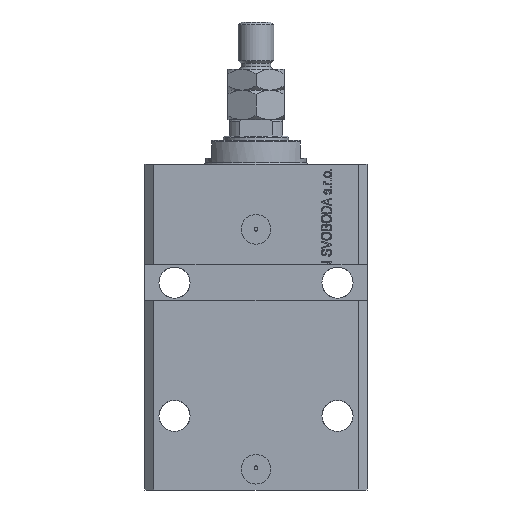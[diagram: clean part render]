
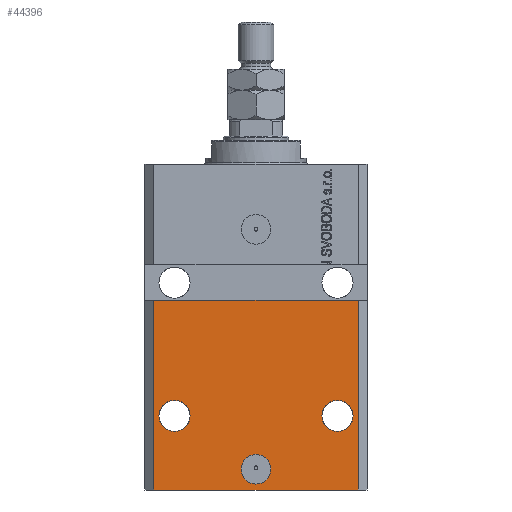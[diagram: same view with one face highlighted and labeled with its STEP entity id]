
A CAD part, front view. The second image highlights one B-rep face of the part: STEP entity #44396.
In plain terms, the highlighted planar face has unit normal (0, -1, 0).
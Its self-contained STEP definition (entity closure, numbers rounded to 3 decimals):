
#921 = LINE ( 'NONE', #11651, #38485 ) ;
#1011 = VERTEX_POINT ( 'NONE', #30103 ) ;
#1434 = CARTESIAN_POINT ( 'NONE',  ( 34.5, -27.5, -110. ) ) ;
#1727 = CARTESIAN_POINT ( 'NONE',  ( 27.5, -27.5, -85. ) ) ;
#1792 = DIRECTION ( 'NONE',  ( -1., 0., 0. ) ) ;
#2036 = ORIENTED_EDGE ( 'NONE', *, *, #44344, .F. ) ;
#2067 = EDGE_LOOP ( 'NONE', ( #38271, #29094, #43496, #5456 ) ) ;
#2298 = DIRECTION ( 'NONE',  ( 0., -1., 0. ) ) ;
#3014 = DIRECTION ( 'NONE',  ( 0., 0., 1. ) ) ;
#3022 = CARTESIAN_POINT ( 'NONE',  ( 0., -27.5, -103. ) ) ;
#3271 = AXIS2_PLACEMENT_3D ( 'NONE', #1727, #12938, #44263 ) ;
#3365 = CARTESIAN_POINT ( 'NONE',  ( 27.5, -27.5, -85. ) ) ;
#5456 = ORIENTED_EDGE ( 'NONE', *, *, #23046, .T. ) ;
#6177 = AXIS2_PLACEMENT_3D ( 'NONE', #30830, #42508, #10487 ) ;
#6294 = VECTOR ( 'NONE', #3014, 1000. ) ;
#6520 = LINE ( 'NONE', #35023, #6294 ) ;
#6546 = VERTEX_POINT ( 'NONE', #7161 ) ;
#6980 = CARTESIAN_POINT ( 'NONE',  ( -27.5, -27.5, -85. ) ) ;
#6990 = DIRECTION ( 'NONE',  ( 0., -1., 0. ) ) ;
#7161 = CARTESIAN_POINT ( 'NONE',  ( -32.75, -27.5, -85. ) ) ;
#7169 = CARTESIAN_POINT ( 'NONE',  ( 34.5, -27.5, -46. ) ) ;
#7951 = LINE ( 'NONE', #25024, #11157 ) ;
#8989 = CIRCLE ( 'NONE', #9771, 5.25 ) ;
#9771 = AXIS2_PLACEMENT_3D ( 'NONE', #3365, #36064, #28138 ) ;
#10255 = DIRECTION ( 'NONE',  ( 1., 0., 0. ) ) ;
#10487 = DIRECTION ( 'NONE',  ( 0., 0., -1. ) ) ;
#11157 = VECTOR ( 'NONE', #32491, 1000. ) ;
#11651 = CARTESIAN_POINT ( 'NONE',  ( -34.5, -27.5, -110. ) ) ;
#12404 = VERTEX_POINT ( 'NONE', #7169 ) ;
#12648 = DIRECTION ( 'NONE',  ( 0., 0., 1. ) ) ;
#12694 = CARTESIAN_POINT ( 'NONE',  ( 32.75, -27.5, -85. ) ) ;
#12938 = DIRECTION ( 'NONE',  ( 0., -1., 0. ) ) ;
#13990 = FACE_OUTER_BOUND ( 'NONE', #2067, .T. ) ;
#13995 = CARTESIAN_POINT ( 'NONE',  ( 5., -27.5, -103. ) ) ;
#17277 = ORIENTED_EDGE ( 'NONE', *, *, #22483, .F. ) ;
#17706 = DIRECTION ( 'NONE',  ( 0., -1., 0. ) ) ;
#18639 = VERTEX_POINT ( 'NONE', #34747 ) ;
#18716 = VECTOR ( 'NONE', #12648, 1000. ) ;
#18884 = DIRECTION ( 'NONE',  ( 1., 0., 0. ) ) ;
#18895 = CARTESIAN_POINT ( 'NONE',  ( -5., -27.5, -103. ) ) ;
#18977 = ORIENTED_EDGE ( 'NONE', *, *, #29194, .F. ) ;
#21236 = EDGE_CURVE ( 'NONE', #1011, #6546, #41285, .T. ) ;
#21877 = VERTEX_POINT ( 'NONE', #18895 ) ;
#22483 = EDGE_CURVE ( 'NONE', #26914, #22555, #23392, .T. ) ;
#22555 = VERTEX_POINT ( 'NONE', #12694 ) ;
#23046 = EDGE_CURVE ( 'NONE', #39041, #12404, #6520, .T. ) ;
#23392 = CIRCLE ( 'NONE', #3271, 5.25 ) ;
#24510 = FACE_BOUND ( 'NONE', #30105, .T. ) ;
#24635 = EDGE_LOOP ( 'NONE', ( #18977, #2036 ) ) ;
#25024 = CARTESIAN_POINT ( 'NONE',  ( -37.5, -27.5, -46. ) ) ;
#25123 = CIRCLE ( 'NONE', #35584, 5. ) ;
#26289 = AXIS2_PLACEMENT_3D ( 'NONE', #3022, #6990, #10255 ) ;
#26640 = EDGE_CURVE ( 'NONE', #18639, #39041, #921, .T. ) ;
#26914 = VERTEX_POINT ( 'NONE', #40506 ) ;
#27063 = DIRECTION ( 'NONE',  ( -1., 0., 0. ) ) ;
#28138 = DIRECTION ( 'NONE',  ( 1., 0., 0. ) ) ;
#28214 = ORIENTED_EDGE ( 'NONE', *, *, #29953, .F. ) ;
#28244 = PLANE ( 'NONE',  #6177 ) ;
#29094 = ORIENTED_EDGE ( 'NONE', *, *, #41905, .F. ) ;
#29194 = EDGE_CURVE ( 'NONE', #35259, #21877, #25123, .T. ) ;
#29953 = EDGE_CURVE ( 'NONE', #6546, #1011, #39310, .T. ) ;
#30063 = AXIS2_PLACEMENT_3D ( 'NONE', #30567, #2298, #27063 ) ;
#30103 = CARTESIAN_POINT ( 'NONE',  ( -22.25, -27.5, -85. ) ) ;
#30105 = EDGE_LOOP ( 'NONE', ( #37611, #17277 ) ) ;
#30567 = CARTESIAN_POINT ( 'NONE',  ( -27.5, -27.5, -85. ) ) ;
#30830 = CARTESIAN_POINT ( 'NONE',  ( -34.5, -27.5, -110. ) ) ;
#32285 = CIRCLE ( 'NONE', #26289, 5. ) ;
#32491 = DIRECTION ( 'NONE',  ( 1., 0., 0. ) ) ;
#34395 = CARTESIAN_POINT ( 'NONE',  ( -34.5, -27.5, -110. ) ) ;
#34747 = CARTESIAN_POINT ( 'NONE',  ( -34.5, -27.5, -110. ) ) ;
#34961 = EDGE_CURVE ( 'NONE', #43365, #12404, #7951, .T. ) ;
#35023 = CARTESIAN_POINT ( 'NONE',  ( 34.5, -27.5, -110. ) ) ;
#35259 = VERTEX_POINT ( 'NONE', #13995 ) ;
#35584 = AXIS2_PLACEMENT_3D ( 'NONE', #42157, #38169, #46114 ) ;
#36064 = DIRECTION ( 'NONE',  ( 0., -1., 0. ) ) ;
#36532 = EDGE_CURVE ( 'NONE', #22555, #26914, #8989, .T. ) ;
#36877 = CARTESIAN_POINT ( 'NONE',  ( -34.5, -27.5, -46. ) ) ;
#37611 = ORIENTED_EDGE ( 'NONE', *, *, #36532, .F. ) ;
#38169 = DIRECTION ( 'NONE',  ( 0., -1., 0. ) ) ;
#38271 = ORIENTED_EDGE ( 'NONE', *, *, #34961, .F. ) ;
#38485 = VECTOR ( 'NONE', #18884, 1000. ) ;
#38583 = AXIS2_PLACEMENT_3D ( 'NONE', #6980, #17706, #1792 ) ;
#38760 = FACE_BOUND ( 'NONE', #42713, .T. ) ;
#39041 = VERTEX_POINT ( 'NONE', #1434 ) ;
#39310 = CIRCLE ( 'NONE', #38583, 5.25 ) ;
#40506 = CARTESIAN_POINT ( 'NONE',  ( 22.25, -27.5, -85. ) ) ;
#40706 = LINE ( 'NONE', #34395, #18716 ) ;
#41285 = CIRCLE ( 'NONE', #30063, 5.25 ) ;
#41398 = ORIENTED_EDGE ( 'NONE', *, *, #21236, .F. ) ;
#41905 = EDGE_CURVE ( 'NONE', #18639, #43365, #40706, .T. ) ;
#42157 = CARTESIAN_POINT ( 'NONE',  ( 0., -27.5, -103. ) ) ;
#42281 = FACE_BOUND ( 'NONE', #24635, .T. ) ;
#42508 = DIRECTION ( 'NONE',  ( 0., -1., 0. ) ) ;
#42713 = EDGE_LOOP ( 'NONE', ( #41398, #28214 ) ) ;
#43365 = VERTEX_POINT ( 'NONE', #36877 ) ;
#43496 = ORIENTED_EDGE ( 'NONE', *, *, #26640, .T. ) ;
#44263 = DIRECTION ( 'NONE',  ( 1., 0., 0. ) ) ;
#44344 = EDGE_CURVE ( 'NONE', #21877, #35259, #32285, .T. ) ;
#44396 = ADVANCED_FACE ( 'NONE', ( #42281, #24510, #38760, #13990 ), #28244, .T. ) ;
#46114 = DIRECTION ( 'NONE',  ( 1., 0., 0. ) ) ;
